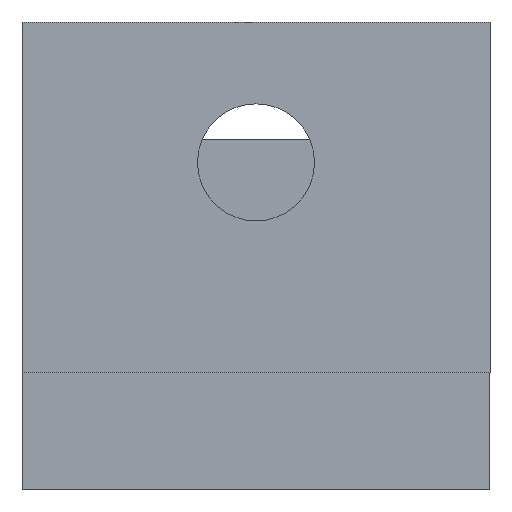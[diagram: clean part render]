
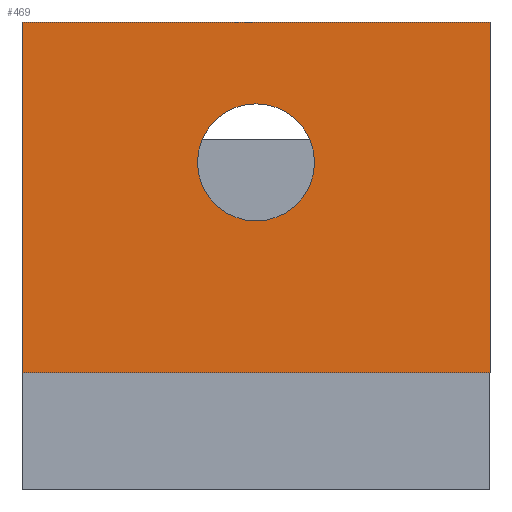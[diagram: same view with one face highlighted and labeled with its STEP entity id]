
A CAD part, left-side view. The second image highlights one B-rep face of the part: STEP entity #469.
In plain terms, the highlighted planar face has unit normal (-1, 0, 0).
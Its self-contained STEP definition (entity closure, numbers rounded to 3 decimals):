
#34=FACE_BOUND('',#109,.T.);
#53=PLANE('',#529);
#77=FACE_OUTER_BOUND('',#108,.T.);
#108=EDGE_LOOP('',(#434,#435,#436,#437));
#109=EDGE_LOOP('',(#438));
#143=LINE('',#748,#195);
#156=LINE('',#773,#208);
#161=LINE('',#782,#213);
#162=LINE('',#784,#214);
#195=VECTOR('',#619,10.);
#208=VECTOR('',#640,10.);
#213=VECTOR('',#649,10.);
#214=VECTOR('',#652,10.);
#221=CIRCLE('',#519,2.5);
#245=VERTEX_POINT('',#731);
#251=VERTEX_POINT('',#746);
#252=VERTEX_POINT('',#747);
#260=VERTEX_POINT('',#771);
#262=VERTEX_POINT('',#780);
#296=EDGE_CURVE('',#245,#245,#221,.T.);
#303=EDGE_CURVE('',#251,#252,#143,.T.);
#316=EDGE_CURVE('',#260,#251,#156,.T.);
#321=EDGE_CURVE('',#262,#252,#161,.T.);
#322=EDGE_CURVE('',#260,#262,#162,.T.);
#434=ORIENTED_EDGE('',*,*,#322,.T.);
#435=ORIENTED_EDGE('',*,*,#321,.T.);
#436=ORIENTED_EDGE('',*,*,#303,.F.);
#437=ORIENTED_EDGE('',*,*,#316,.F.);
#438=ORIENTED_EDGE('',*,*,#296,.T.);
#469=ADVANCED_FACE('',(#77,#34),#53,.T.);
#519=AXIS2_PLACEMENT_3D('',#732,#606,#607);
#529=AXIS2_PLACEMENT_3D('',#783,#650,#651);
#606=DIRECTION('center_axis',(1.,0.,0.));
#607=DIRECTION('ref_axis',(0.,-1.,0.));
#619=DIRECTION('',(0.,-1.,0.));
#640=DIRECTION('',(0.,0.,1.));
#649=DIRECTION('',(0.,0.,1.));
#650=DIRECTION('center_axis',(-1.,0.,0.));
#651=DIRECTION('ref_axis',(0.,-1.,0.));
#652=DIRECTION('',(0.,-1.,0.));
#731=CARTESIAN_POINT('',(-55.,2.5,14.));
#732=CARTESIAN_POINT('Origin',(-55.,0.,14.));
#746=CARTESIAN_POINT('',(-55.,10.,20.));
#747=CARTESIAN_POINT('',(-55.,-10.,20.));
#748=CARTESIAN_POINT('',(-55.,10.,20.));
#771=CARTESIAN_POINT('',(-55.,10.,5.));
#773=CARTESIAN_POINT('',(-55.,10.,5.));
#780=CARTESIAN_POINT('',(-55.,-10.,5.));
#782=CARTESIAN_POINT('',(-55.,-10.,5.));
#783=CARTESIAN_POINT('Origin',(-55.,10.,5.));
#784=CARTESIAN_POINT('',(-55.,10.,5.));
